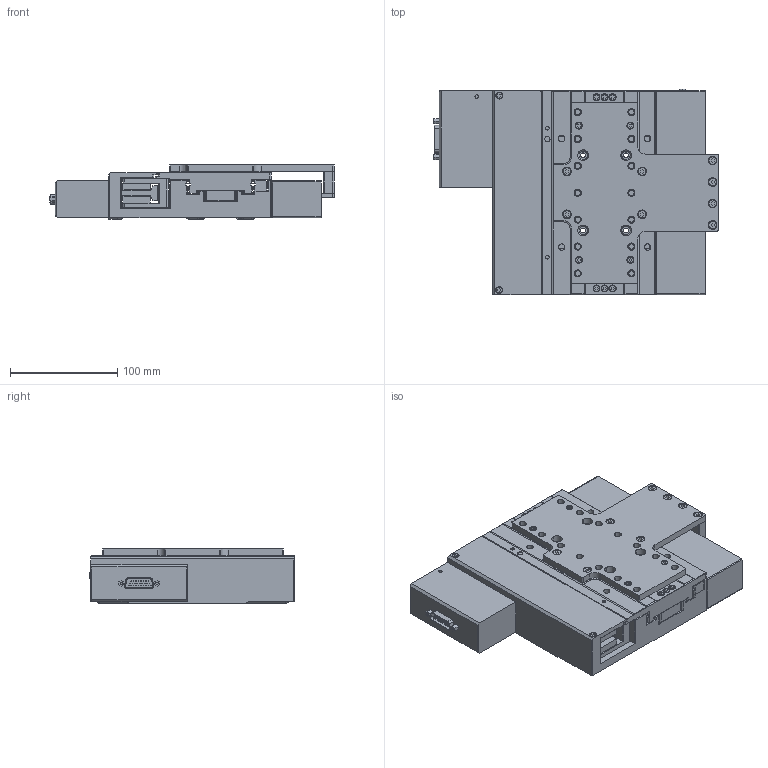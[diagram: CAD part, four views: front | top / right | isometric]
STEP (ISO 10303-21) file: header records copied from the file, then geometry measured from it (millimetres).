
FILE_DESCRIPTION (( 'STEP AP203' ), '1' );
FILE_NAME ('LDM040C-AE54ZJ2T10A.STEP', '2024-01-19T22:11:15', ( '' ), ( '' ), 'SwSTEP 2.0', 'SolidWorks 2019', '' );
FILE_SCHEMA (( 'CONFIG_CONTROL_DESIGN' ));
Length unit declared in the file: millimetre
Products named in the file (1): LDM040C-AE54ZJ2T10A
Bounding box: 264.36 x 191.6 x 50.35 mm (x, y, z)
Volume: 1570766.3 mm3; surface area: 378763 mm2
Topology: 43 solids, 43 shells, 1273 faces, 3184 edges, 2114 vertices
Faces by surface type: plane 692, cylinder 527, torus 40, cone 12, sphere 2
Entity records: 38506 total; most frequent: DIRECTION 6830, CARTESIAN_POINT 6783, ORIENTED_EDGE 6360, EDGE_CURVE 3180, AXIS2_PLACEMENT_3D 2433, VERTEX_POINT 2114, LINE 1964, VECTOR 1964
